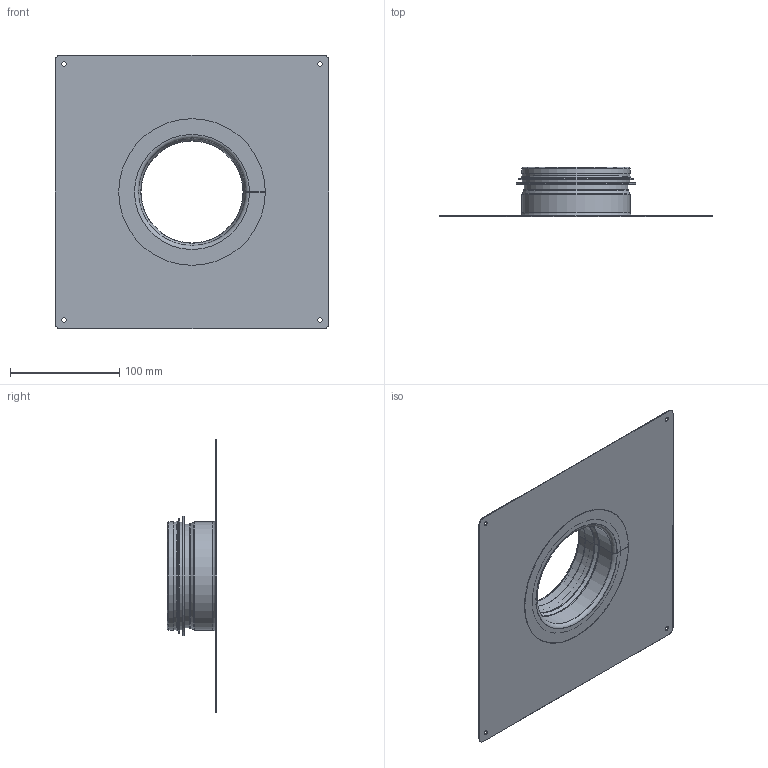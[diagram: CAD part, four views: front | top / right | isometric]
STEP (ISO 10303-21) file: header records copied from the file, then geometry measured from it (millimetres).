
FILE_DESCRIPTION((''),'2;1');
FILE_NAME('HTP-100.stp','2014-03-06T13:32:10',(''),(''),'Autodesk Inventor 2013','Autodesk Inventor 2013','');
FILE_SCHEMA(('AUTOMOTIVE_DESIGN { 1 2 10303 214 0 1 1 1 }'));
Length unit declared in the file: millimetre
Products named in the file (5): HTP-100; HSK-100; HSK-Rörämne-03; 999003; PlattaTäckplåt-100
Assembly tree (4 placements, depth 3):
  HTP-100
    HSK-100
      HSK-Rörämne-03
      999003
    PlattaTäckplåt-100
Bounding box: 250 x 45 x 250 mm (x, y, z)
Volume: 58034.4 mm3; surface area: 165334.3 mm2
Topology: 3 solids, 3 shells, 80 faces, 164 edges, 93 vertices
Faces by surface type: plane 36, cylinder 22, torus 16, cone 6
Full cylindrical faces by diameter (mm): 4 x4, 93.25 x1, 94.25 x1, 95.45 x1, 98.05 x5, 99.05 x2, 104.45 x1, 109.45 x1, 114 x1, 134 x1
Entity records: 2247 total; most frequent: DIRECTION 404, CARTESIAN_POINT 327, ORIENTED_EDGE 290, AXIS2_PLACEMENT_3D 170, EDGE_CURVE 145, EDGE_LOOP 114, VERTEX_POINT 93, STYLED_ITEM 83
